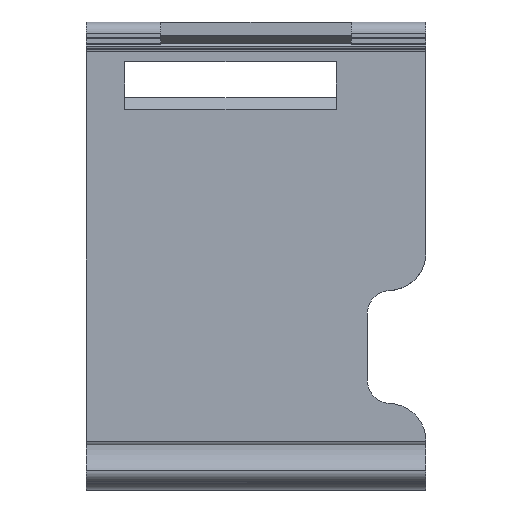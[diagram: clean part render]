
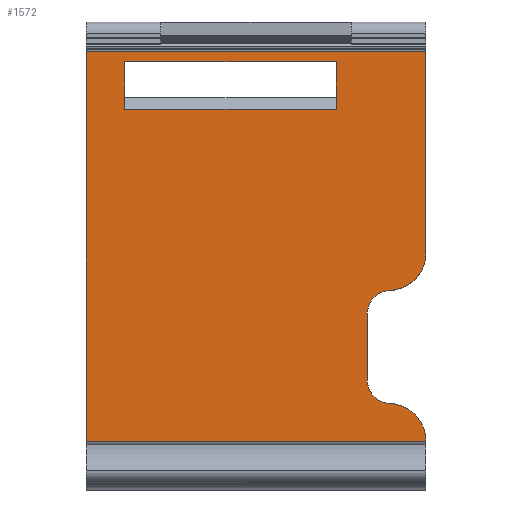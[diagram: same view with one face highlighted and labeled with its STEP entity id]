
A CAD part, top view. The second image highlights one B-rep face of the part: STEP entity #1572.
In plain terms, the highlighted planar face has unit normal (0, 0, 1).
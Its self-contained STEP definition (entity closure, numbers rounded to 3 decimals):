
#66=FACE_BOUND('',#216,.T.);
#73=CIRCLE('',#1675,10.);
#74=CIRCLE('',#1676,6.);
#75=CIRCLE('',#1677,6.);
#76=CIRCLE('',#1678,10.);
#132=FACE_OUTER_BOUND('',#215,.T.);
#215=EDGE_LOOP('',(#1103,#1104,#1105,#1106,#1107,#1108,#1109,#1110,#1111,
#1112));
#216=EDGE_LOOP('',(#1113,#1114,#1115,#1116));
#328=LINE('',#2317,#499);
#329=LINE('',#2321,#500);
#330=LINE('',#2323,#501);
#331=LINE('',#2329,#502);
#332=LINE('',#2335,#503);
#333=LINE('',#2337,#504);
#334=LINE('',#2338,#505);
#335=LINE('',#2340,#506);
#336=LINE('',#2342,#507);
#337=LINE('',#2343,#508);
#499=VECTOR('',#1864,10.);
#500=VECTOR('',#1867,1.);
#501=VECTOR('',#1868,10.);
#502=VECTOR('',#1873,10.);
#503=VECTOR('',#1878,10.);
#504=VECTOR('',#1879,10.);
#505=VECTOR('',#1880,10.);
#506=VECTOR('',#1881,10.);
#507=VECTOR('',#1882,10.);
#508=VECTOR('',#1883,10.);
#664=VERTEX_POINT('',#2311);
#666=VERTEX_POINT('',#2315);
#667=VERTEX_POINT('',#2319);
#668=VERTEX_POINT('',#2320);
#669=VERTEX_POINT('',#2322);
#670=VERTEX_POINT('',#2324);
#671=VERTEX_POINT('',#2326);
#672=VERTEX_POINT('',#2328);
#673=VERTEX_POINT('',#2330);
#674=VERTEX_POINT('',#2332);
#675=VERTEX_POINT('',#2334);
#676=VERTEX_POINT('',#2336);
#677=VERTEX_POINT('',#2339);
#678=VERTEX_POINT('',#2341);
#837=EDGE_CURVE('',#664,#666,#328,.T.);
#838=EDGE_CURVE('',#667,#668,#329,.T.);
#839=EDGE_CURVE('',#667,#669,#330,.T.);
#840=EDGE_CURVE('',#669,#670,#73,.T.);
#841=EDGE_CURVE('',#670,#671,#74,.T.);
#842=EDGE_CURVE('',#671,#672,#331,.T.);
#843=EDGE_CURVE('',#672,#673,#75,.T.);
#844=EDGE_CURVE('',#673,#674,#76,.T.);
#845=EDGE_CURVE('',#675,#674,#332,.T.);
#846=EDGE_CURVE('',#675,#676,#333,.T.);
#847=EDGE_CURVE('',#668,#676,#334,.T.);
#848=EDGE_CURVE('',#677,#664,#335,.T.);
#849=EDGE_CURVE('',#666,#678,#336,.T.);
#850=EDGE_CURVE('',#677,#678,#337,.T.);
#1103=ORIENTED_EDGE('',*,*,#838,.F.);
#1104=ORIENTED_EDGE('',*,*,#839,.T.);
#1105=ORIENTED_EDGE('',*,*,#840,.T.);
#1106=ORIENTED_EDGE('',*,*,#841,.T.);
#1107=ORIENTED_EDGE('',*,*,#842,.T.);
#1108=ORIENTED_EDGE('',*,*,#843,.T.);
#1109=ORIENTED_EDGE('',*,*,#844,.T.);
#1110=ORIENTED_EDGE('',*,*,#845,.F.);
#1111=ORIENTED_EDGE('',*,*,#846,.T.);
#1112=ORIENTED_EDGE('',*,*,#847,.F.);
#1113=ORIENTED_EDGE('',*,*,#848,.T.);
#1114=ORIENTED_EDGE('',*,*,#837,.T.);
#1115=ORIENTED_EDGE('',*,*,#849,.T.);
#1116=ORIENTED_EDGE('',*,*,#850,.F.);
#1524=PLANE('',#1674);
#1572=ADVANCED_FACE('',(#132,#66),#1524,.F.);
#1674=AXIS2_PLACEMENT_3D('',#2318,#1865,#1866);
#1675=AXIS2_PLACEMENT_3D('',#2325,#1869,#1870);
#1676=AXIS2_PLACEMENT_3D('',#2327,#1871,#1872);
#1677=AXIS2_PLACEMENT_3D('',#2331,#1874,#1875);
#1678=AXIS2_PLACEMENT_3D('',#2333,#1876,#1877);
#1864=DIRECTION('',(0.,-1.,0.));
#1865=DIRECTION('center_axis',(0.,0.,-1.));
#1866=DIRECTION('ref_axis',(-1.,0.,0.));
#1867=DIRECTION('',(-1.,0.,0.));
#1868=DIRECTION('',(0.,1.,0.));
#1869=DIRECTION('center_axis',(0.,0.,1.));
#1870=DIRECTION('ref_axis',(-1.,0.,0.));
#1871=DIRECTION('center_axis',(0.,0.,-1.));
#1872=DIRECTION('ref_axis',(-1.,0.,0.));
#1873=DIRECTION('',(0.,1.,0.));
#1874=DIRECTION('center_axis',(0.,0.,-1.));
#1875=DIRECTION('ref_axis',(-0.707,0.707,0.));
#1876=DIRECTION('center_axis',(0.,0.,1.));
#1877=DIRECTION('ref_axis',(-1.,0.,0.));
#1878=DIRECTION('',(0.,-1.,0.));
#1879=DIRECTION('',(-1.,0.,0.));
#1880=DIRECTION('',(0.,1.,0.));
#1881=DIRECTION('',(1.,0.,0.));
#1882=DIRECTION('',(-1.,0.,0.));
#1883=DIRECTION('',(0.,-1.,0.));
#2311=CARTESIAN_POINT('',(21.25,51.832,-19.526));
#2315=CARTESIAN_POINT('',(21.25,39.338,-19.523));
#2317=CARTESIAN_POINT('',(21.25,12.806,-19.516));
#2318=CARTESIAN_POINT('Origin',(-0.5,-16.739,-19.509));
#2319=CARTESIAN_POINT('',(45.,-48.625,-19.5));
#2320=CARTESIAN_POINT('',(-45.,-48.625,-19.5));
#2321=CARTESIAN_POINT('',(45.,-48.625,-19.5));
#2322=CARTESIAN_POINT('',(45.,-48.59,-19.5));
#2323=CARTESIAN_POINT('',(45.,-33.168,-19.504));
#2324=CARTESIAN_POINT('',(35.313,-38.594,-19.503));
#2325=CARTESIAN_POINT('Origin',(35.,-48.59,-19.5));
#2326=CARTESIAN_POINT('',(29.5,-32.597,-19.504));
#2327=CARTESIAN_POINT('Origin',(35.5,-32.597,-19.504));
#2328=CARTESIAN_POINT('',(29.5,-14.719,-19.509));
#2329=CARTESIAN_POINT('',(29.5,-15.729,-19.509));
#2330=CARTESIAN_POINT('',(35.313,-8.722,-19.511));
#2331=CARTESIAN_POINT('Origin',(35.5,-14.719,-19.509));
#2332=CARTESIAN_POINT('',(45.,1.273,-19.513));
#2333=CARTESIAN_POINT('Origin',(35.,1.273,-19.513));
#2334=CARTESIAN_POINT('',(45.,54.533,-19.527));
#2335=CARTESIAN_POINT('',(45.,19.179,-19.518));
#2336=CARTESIAN_POINT('',(-45.,54.533,-19.527));
#2337=CARTESIAN_POINT('',(-17.75,54.533,-19.527));
#2338=CARTESIAN_POINT('',(-45.,23.403,-19.519));
#2339=CARTESIAN_POINT('',(-34.75,51.832,-19.526));
#2340=CARTESIAN_POINT('',(9.875,51.832,-19.526));
#2341=CARTESIAN_POINT('',(-34.75,39.338,-19.523));
#2342=CARTESIAN_POINT('',(9.375,39.338,-19.523));
#2343=CARTESIAN_POINT('',(-34.75,17.806,-19.517));
